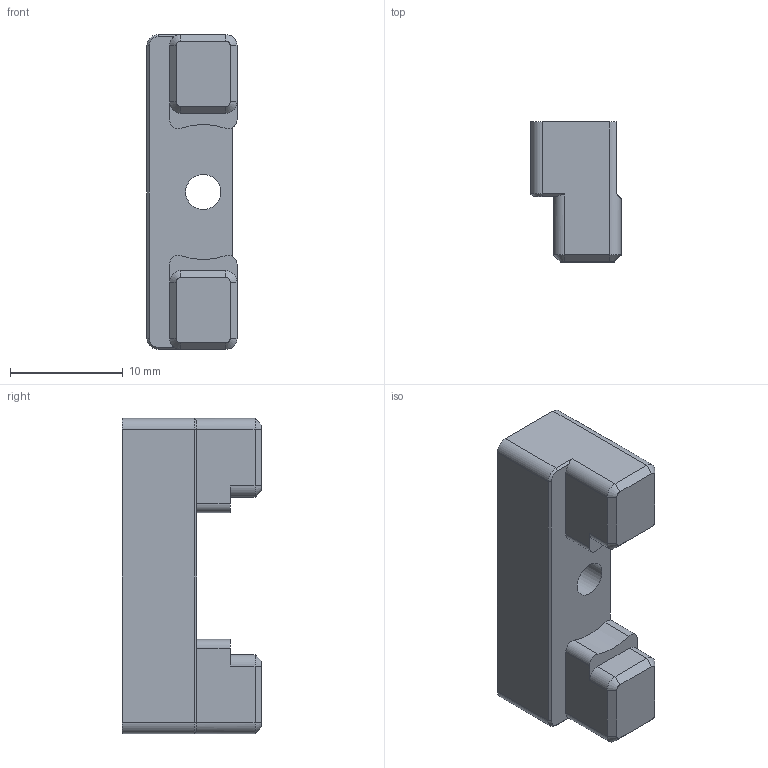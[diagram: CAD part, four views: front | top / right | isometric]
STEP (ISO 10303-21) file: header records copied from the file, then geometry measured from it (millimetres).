
FILE_DESCRIPTION(/* description */ (''),/* implementation_level */ '2;1');
FILE_NAME(/* name */ 'Door_Latch-Offcentered.stp',/* time_stamp */ '2021-10-13T15:06:43+02:00',/* author */ ('Rama'),/* organization */ (''),/* preprocessor_version */ 'ST-DEVELOPER v18.1',/* originating_system */ 'Autodesk Inventor 2022',/* authorisation */ '');
FILE_SCHEMA (('AUTOMOTIVE_DESIGN { 1 0 10303 214 3 1 1 }'));
Length unit declared in the file: millimetre
Products named in the file (1): Door_Latch
Bounding box: 8 x 12.4 x 28 mm (x, y, z)
Volume: 1632.7 mm3; surface area: 1391.1 mm2
Topology: 1 solids, 1 shells, 173 faces, 487 edges, 318 vertices
Faces by surface type: plane 141, cylinder 22, cone 10
Full cylindrical faces by diameter (mm): 3.12 x1, 6.1 x2
Entity records: 5664 total; most frequent: DIRECTION 1004, CARTESIAN_POINT 979, ORIENTED_EDGE 974, EDGE_CURVE 487, AXIS2_PLACEMENT_3D 343, LINE 318, VECTOR 318, VERTEX_POINT 317
